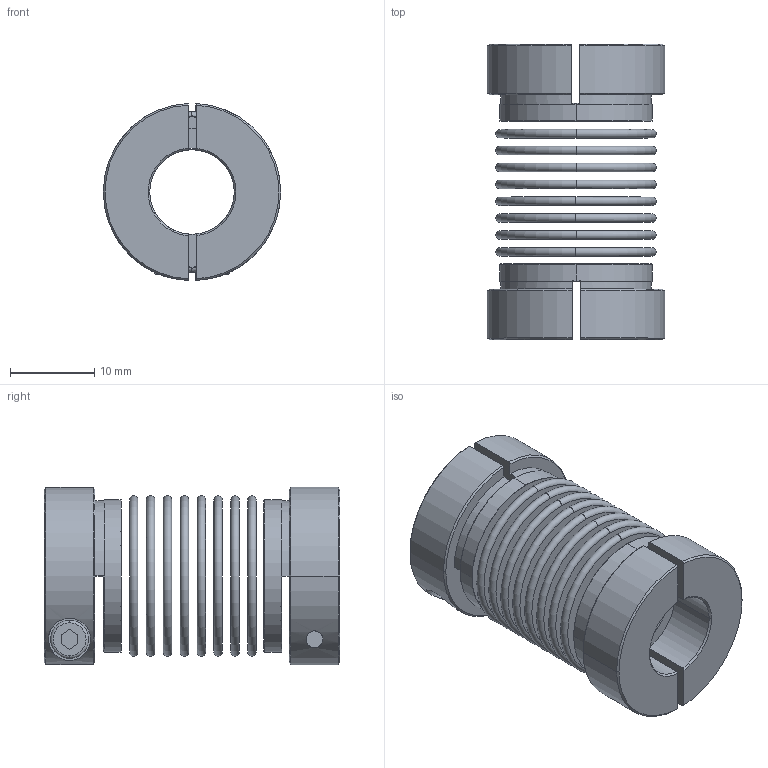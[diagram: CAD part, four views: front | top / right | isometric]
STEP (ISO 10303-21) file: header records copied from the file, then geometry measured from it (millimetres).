
FILE_DESCRIPTION (( 'STEP AP203' ), '1' );
FILE_NAME ('M074_9403_10-10.STEP', '2018-07-23T07:06:59', ( '' ), ( '' ), 'SwSTEP 2.0', 'SolidWorks 2016', '' );
FILE_SCHEMA (( 'CONFIG_CONTROL_DESIGN' ));
Length unit declared in the file: millimetre
Products named in the file (1): M074_9403_10-10
Bounding box: 21 x 35 x 20.98 mm (x, y, z)
Surface area: 5636.7 mm2 (no closed solid volume)
Topology: 0 solids, 16 shells, 129 faces, 352 edges, 246 vertices
Faces by surface type: plane 57, cylinder 34, torus 20, cone 18
Entity records: 4472 total; most frequent: CARTESIAN_POINT 1004, DIRECTION 774, ORIENTED_EDGE 620, EDGE_CURVE 352, AXIS2_PLACEMENT_3D 324, VERTEX_POINT 246, CIRCLE 194, EDGE_LOOP 160
